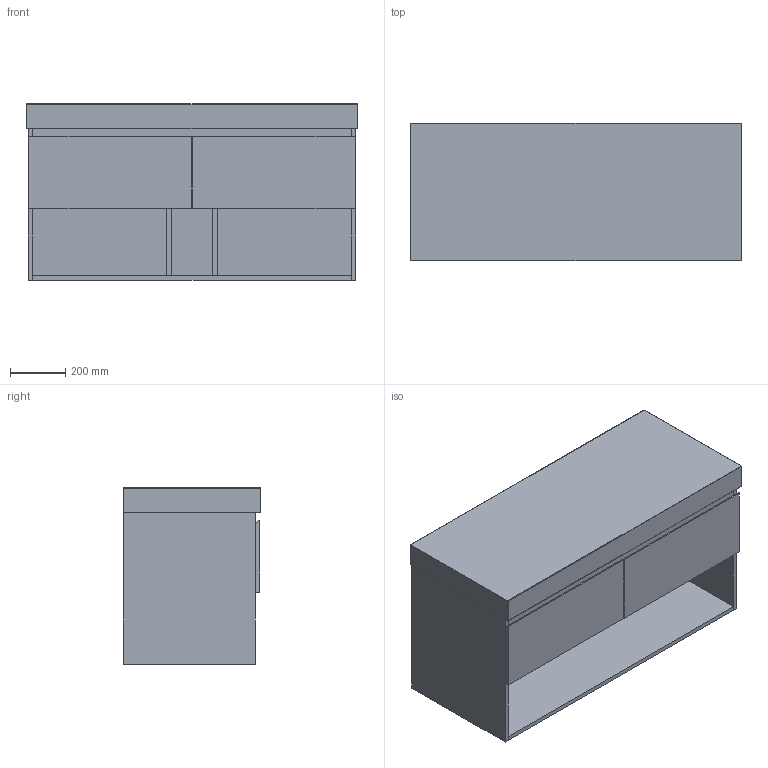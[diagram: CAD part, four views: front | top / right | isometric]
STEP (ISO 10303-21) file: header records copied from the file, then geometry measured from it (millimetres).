
FILE_DESCRIPTION(/* description */ (''),/* implementation_level */ '2;1');
FILE_NAME(/* name */ 'Domaine Shelf 1200 (90MM)',/* time_stamp */ '2025-07-09T14:50:37+10:00',/* author */ (''),/* organization */ (''),/* preprocessor_version */ 'ST-DEVELOPER v16.5',/* originating_system */ '',/* authorisation */ '');
FILE_SCHEMA (('AUTOMOTIVE_DESIGN'));
Length unit declared in the file: millimetre
Products named in the file (5): Document; Domaine Shelf 1200 (90MM); Blank Benchtops ALL7891011121314151617181920; 1200 Benchtop (90mm)234; Domaine Shelf 12006
Assembly tree (4 placements, depth 4):
  Document
    Domaine Shelf 1200 (90MM)
      Blank Benchtops ALL7891011121314151617181920
        1200 Benchtop (90mm)234
      Domaine Shelf 12006
Bounding box: 1200 x 500 x 640 mm (x, y, z)
Volume: 44595958.2 mm3; surface area: 6274481.5 mm2
Topology: 7 solids, 7 shells, 76 faces, 169 edges, 102 vertices
Faces by surface type: plane 59, cylinder 11, bspline 6
Entity records: 2328 total; most frequent: CARTESIAN_POINT 801, ORIENTED_EDGE 326, EDGE_CURVE 163, B_SPLINE_CURVE_WITH_KNOTS 143, VERTEX_POINT 102, DIRECTION 92, AXIS2_PLACEMENT_3D 81, EDGE_LOOP 77
